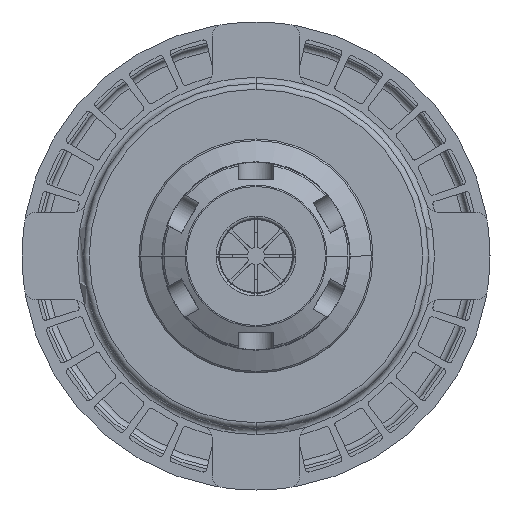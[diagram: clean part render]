
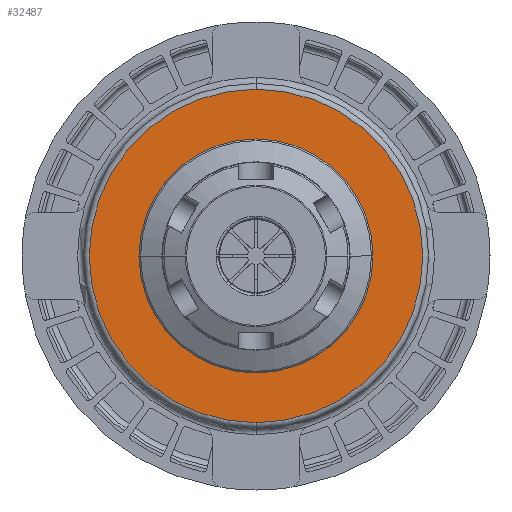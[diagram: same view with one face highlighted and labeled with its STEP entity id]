
A CAD part, front view. The second image highlights one B-rep face of the part: STEP entity #32487.
In plain terms, the highlighted planar face has unit normal (0, -1, 0).
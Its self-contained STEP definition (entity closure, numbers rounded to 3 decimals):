
#23 = AXIS2_PLACEMENT_3D ( 'NONE', #12593, #12813, #17688 ) ;
#4039 = VERTEX_POINT ( 'NONE', #10108 ) ;
#4849 = DIRECTION ( 'NONE',  ( 0., 0., 1. ) ) ;
#5535 = CARTESIAN_POINT ( 'NONE',  ( 0., 0., 0. ) ) ;
#8444 = VERTEX_POINT ( 'NONE', #11019 ) ;
#8515 = CIRCLE ( 'NONE', #23, 28.5 ) ;
#10108 = CARTESIAN_POINT ( 'NONE',  ( 0., 0., 28.5 ) ) ;
#10733 = ORIENTED_EDGE ( 'NONE', *, *, #19429, .T. ) ;
#11019 = CARTESIAN_POINT ( 'NONE',  ( 0., 0., -28.5 ) ) ;
#12593 = CARTESIAN_POINT ( 'NONE',  ( 0., 0., 0. ) ) ;
#12813 = DIRECTION ( 'NONE',  ( 0., -1., 0. ) ) ;
#14672 = EDGE_CURVE ( 'NONE', #4039, #8444, #27846, .T. ) ;
#15165 = PLANE ( 'NONE',  #19561 ) ;
#16197 = ORIENTED_EDGE ( 'NONE', *, *, #14672, .T. ) ;
#17688 = DIRECTION ( 'NONE',  ( 0., 0., 1. ) ) ;
#17739 = DIRECTION ( 'NONE',  ( 0., 1., 0. ) ) ;
#19429 = EDGE_CURVE ( 'NONE', #8444, #4039, #8515, .T. ) ;
#19561 = AXIS2_PLACEMENT_3D ( 'NONE', #5535, #17739, #4849 ) ;
#20351 = FACE_OUTER_BOUND ( 'NONE', #28345, .T. ) ;
#22029 = CARTESIAN_POINT ( 'NONE',  ( 0., 0., 0. ) ) ;
#26279 = DIRECTION ( 'NONE',  ( 0., -1., 0. ) ) ;
#27846 = CIRCLE ( 'NONE', #28201, 28.5 ) ;
#28201 = AXIS2_PLACEMENT_3D ( 'NONE', #22029, #26279, #31345 ) ;
#28345 = EDGE_LOOP ( 'NONE', ( #16197, #10733 ) ) ;
#31345 = DIRECTION ( 'NONE',  ( 0., 0., 1. ) ) ;
#32487 = ADVANCED_FACE ( 'NONE', ( #20351 ), #15165, .F. ) ;
